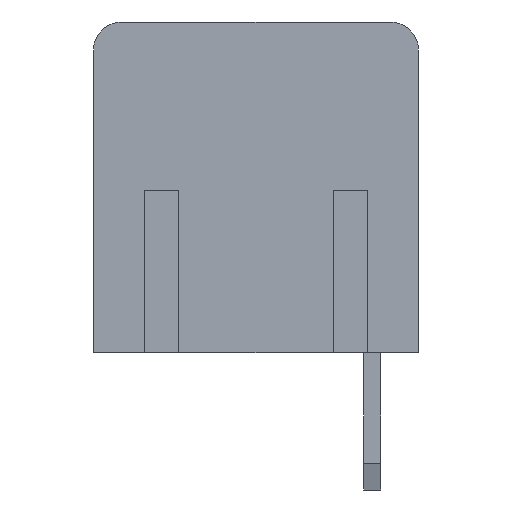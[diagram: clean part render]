
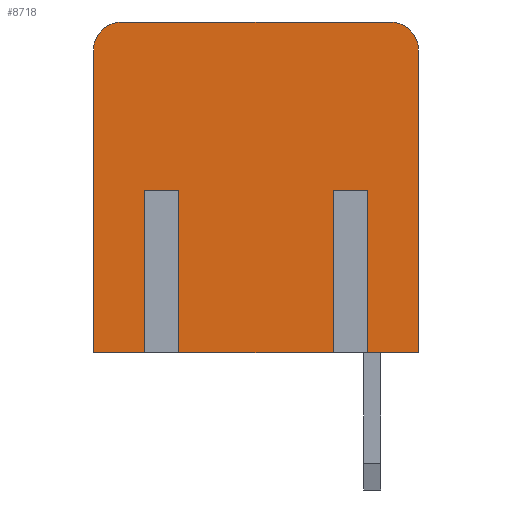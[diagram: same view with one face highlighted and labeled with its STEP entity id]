
A CAD part, left-side view. The second image highlights one B-rep face of the part: STEP entity #8718.
In plain terms, the highlighted planar face has unit normal (-1, 0, 0).
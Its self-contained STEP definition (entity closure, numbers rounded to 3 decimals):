
#515=PLANE('',#9160);
#889=LINE('',#11229,#1457);
#897=LINE('',#11245,#1465);
#905=LINE('',#11261,#1473);
#964=LINE('',#11381,#1532);
#965=LINE('',#11383,#1533);
#970=LINE('',#11394,#1538);
#986=LINE('',#11427,#1554);
#987=LINE('',#11429,#1555);
#988=LINE('',#11431,#1556);
#989=LINE('',#11434,#1557);
#990=LINE('',#11436,#1558);
#991=LINE('',#11438,#1559);
#1457=VECTOR('',#9738,1000.);
#1465=VECTOR('',#9746,1000.);
#1473=VECTOR('',#9754,1000.);
#1532=VECTOR('',#9831,1000.);
#1533=VECTOR('',#9834,1000.);
#1538=VECTOR('',#9841,1000.);
#1554=VECTOR('',#9873,1000.);
#1555=VECTOR('',#9874,1000.);
#1556=VECTOR('',#9875,1000.);
#1557=VECTOR('',#9880,1000.);
#1558=VECTOR('',#9881,1000.);
#1559=VECTOR('',#9882,1000.);
#2236=ORIENTED_EDGE('',*,*,#4128,.F.);
#2237=ORIENTED_EDGE('',*,*,#4129,.T.);
#2238=ORIENTED_EDGE('',*,*,#4130,.T.);
#2239=ORIENTED_EDGE('',*,*,#4031,.F.);
#2240=ORIENTED_EDGE('',*,*,#4106,.F.);
#2241=ORIENTED_EDGE('',*,*,#4131,.T.);
#2242=ORIENTED_EDGE('',*,*,#4112,.T.);
#2243=ORIENTED_EDGE('',*,*,#4132,.T.);
#2244=ORIENTED_EDGE('',*,*,#4107,.T.);
#2245=ORIENTED_EDGE('',*,*,#4047,.F.);
#2246=ORIENTED_EDGE('',*,*,#4133,.F.);
#2247=ORIENTED_EDGE('',*,*,#4134,.T.);
#2248=ORIENTED_EDGE('',*,*,#4135,.T.);
#2249=ORIENTED_EDGE('',*,*,#4039,.F.);
#4031=EDGE_CURVE('',#5001,#5002,#889,.T.);
#4039=EDGE_CURVE('',#5009,#5010,#897,.T.);
#4047=EDGE_CURVE('',#5017,#5018,#905,.T.);
#4106=EDGE_CURVE('',#5069,#5001,#964,.T.);
#4107=EDGE_CURVE('',#5070,#5018,#965,.T.);
#4112=EDGE_CURVE('',#5075,#5074,#970,.T.);
#4128=EDGE_CURVE('',#5084,#5009,#986,.T.);
#4129=EDGE_CURVE('',#5084,#5085,#987,.T.);
#4130=EDGE_CURVE('',#5085,#5002,#988,.T.);
#4131=EDGE_CURVE('',#5069,#5075,#5564,.T.);
#4132=EDGE_CURVE('',#5074,#5070,#5565,.T.);
#4133=EDGE_CURVE('',#5086,#5017,#989,.T.);
#4134=EDGE_CURVE('',#5086,#5087,#990,.T.);
#4135=EDGE_CURVE('',#5087,#5010,#991,.T.);
#5001=VERTEX_POINT('',#11228);
#5002=VERTEX_POINT('',#11230);
#5009=VERTEX_POINT('',#11244);
#5010=VERTEX_POINT('',#11246);
#5017=VERTEX_POINT('',#11260);
#5018=VERTEX_POINT('',#11262);
#5069=VERTEX_POINT('',#11380);
#5070=VERTEX_POINT('',#11384);
#5074=VERTEX_POINT('',#11393);
#5075=VERTEX_POINT('',#11395);
#5084=VERTEX_POINT('',#11428);
#5085=VERTEX_POINT('',#11430);
#5086=VERTEX_POINT('',#11435);
#5087=VERTEX_POINT('',#11437);
#5564=CIRCLE('',#9161,1.041);
#5565=CIRCLE('',#9162,1.041);
#5680=EDGE_LOOP('',(#2236,#2237,#2238,#2239,#2240,#2241,#2242,#2243,#2244,
#2245,#2246,#2247,#2248,#2249));
#6112=FACE_BOUND('',#5680,.T.);
#8718=ADVANCED_FACE('',(#6112),#515,.T.);
#9160=AXIS2_PLACEMENT_3D('',#11426,#9871,#9872);
#9161=AXIS2_PLACEMENT_3D('',#11432,#9876,#9877);
#9162=AXIS2_PLACEMENT_3D('',#11433,#9878,#9879);
#9738=DIRECTION('',(0.,1.,0.));
#9746=DIRECTION('',(0.,1.,0.));
#9754=DIRECTION('',(0.,1.,0.));
#9831=DIRECTION('',(0.,0.,-1.));
#9834=DIRECTION('',(0.,0.,-1.));
#9841=DIRECTION('',(0.,1.,0.));
#9871=DIRECTION('',(-1.,0.,0.));
#9872=DIRECTION('',(0.,0.,1.));
#9873=DIRECTION('',(0.,0.,-1.));
#9874=DIRECTION('',(0.,-1.,0.));
#9875=DIRECTION('',(0.,0.,-1.));
#9876=DIRECTION('',(-1.,0.,0.));
#9877=DIRECTION('',(0.,0.,1.));
#9878=DIRECTION('',(-1.,0.,0.));
#9879=DIRECTION('',(0.,0.,1.));
#9880=DIRECTION('',(0.,0.,-1.));
#9881=DIRECTION('',(0.,-1.,0.));
#9882=DIRECTION('',(0.,0.,-1.));
#11228=CARTESIAN_POINT('',(-11.824,-1.714,0.));
#11229=CARTESIAN_POINT('',(-11.824,-1.714,0.));
#11230=CARTESIAN_POINT('',(-11.824,0.597,0.));
#11244=CARTESIAN_POINT('',(-11.824,0.991,0.));
#11245=CARTESIAN_POINT('',(-11.824,-1.714,0.));
#11246=CARTESIAN_POINT('',(-11.824,7.595,0.));
#11260=CARTESIAN_POINT('',(-11.824,7.988,0.));
#11261=CARTESIAN_POINT('',(-11.824,-1.714,0.));
#11262=CARTESIAN_POINT('',(-11.824,10.3,0.));
#11380=CARTESIAN_POINT('',(-11.824,-1.714,11.176));
#11381=CARTESIAN_POINT('',(-11.824,-1.714,12.217));
#11383=CARTESIAN_POINT('',(-11.824,10.3,12.217));
#11384=CARTESIAN_POINT('',(-11.824,10.3,11.176));
#11393=CARTESIAN_POINT('',(-11.824,9.258,12.217));
#11394=CARTESIAN_POINT('',(-11.824,-1.714,12.217));
#11395=CARTESIAN_POINT('',(-11.824,-0.673,12.217));
#11426=CARTESIAN_POINT('',(-11.824,-1.714,12.217));
#11427=CARTESIAN_POINT('',(-11.824,0.991,5.994));
#11428=CARTESIAN_POINT('',(-11.824,0.991,5.994));
#11429=CARTESIAN_POINT('',(-11.824,0.991,5.994));
#11430=CARTESIAN_POINT('',(-11.824,0.597,5.994));
#11431=CARTESIAN_POINT('',(-11.824,0.597,5.994));
#11432=CARTESIAN_POINT('',(-11.824,-0.673,11.176));
#11433=CARTESIAN_POINT('',(-11.824,9.258,11.176));
#11434=CARTESIAN_POINT('',(-11.824,7.988,5.994));
#11435=CARTESIAN_POINT('',(-11.824,7.988,5.994));
#11436=CARTESIAN_POINT('',(-11.824,7.988,5.994));
#11437=CARTESIAN_POINT('',(-11.824,7.595,5.994));
#11438=CARTESIAN_POINT('',(-11.824,7.595,5.994));
